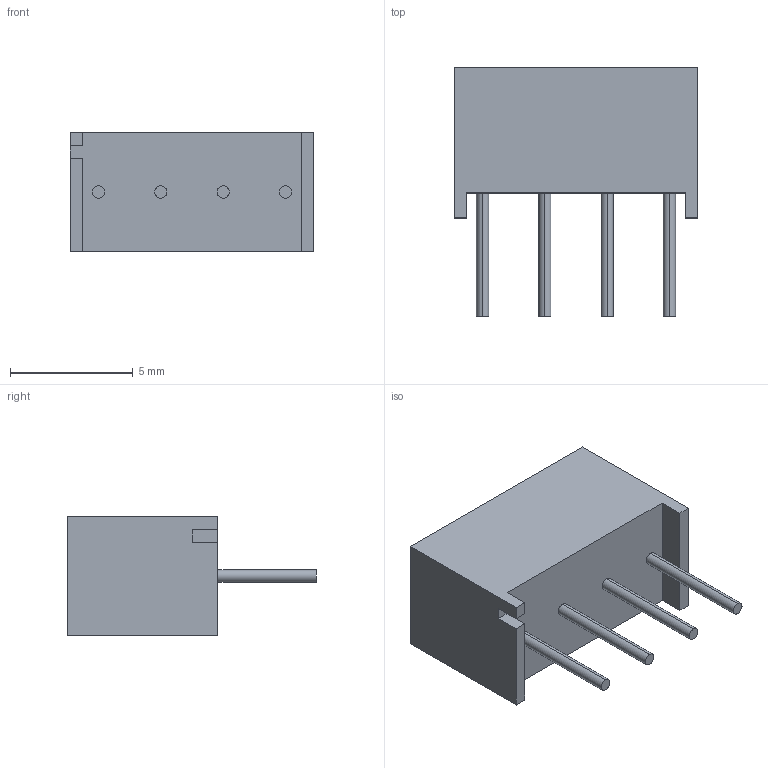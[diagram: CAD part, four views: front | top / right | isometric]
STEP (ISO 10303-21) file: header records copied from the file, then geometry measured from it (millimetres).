
FILE_DESCRIPTION (( 'STEP AP214' ), '1' );
FILE_NAME ('KB-2300.STEP', '2008-09-06T18:57:06', ( '' ), ( '' ), 'SwSTEP 2.0', 'SolidWorks 2008', '' );
FILE_SCHEMA (( 'AUTOMOTIVE_DESIGN' ));
Length unit declared in the file: millimetre
Products named in the file (1): KB-2300
Bounding box: 9.94 x 10.12 x 4.86 mm (x, y, z)
Volume: 255 mm3; surface area: 524.2 mm2
Topology: 2 solids, 2 shells, 320 faces, 849 edges, 566 vertices
Faces by surface type: plane 196, bspline 116, cylinder 8
Entity records: 18802 total; most frequent: CARTESIAN_POINT 8124, ORIENTED_EDGE 1698, DIRECTION 1043, EDGE_CURVE 849, VECTOR 601, LINE 601, VERTEX_POINT 566, EDGE_LOOP 353
